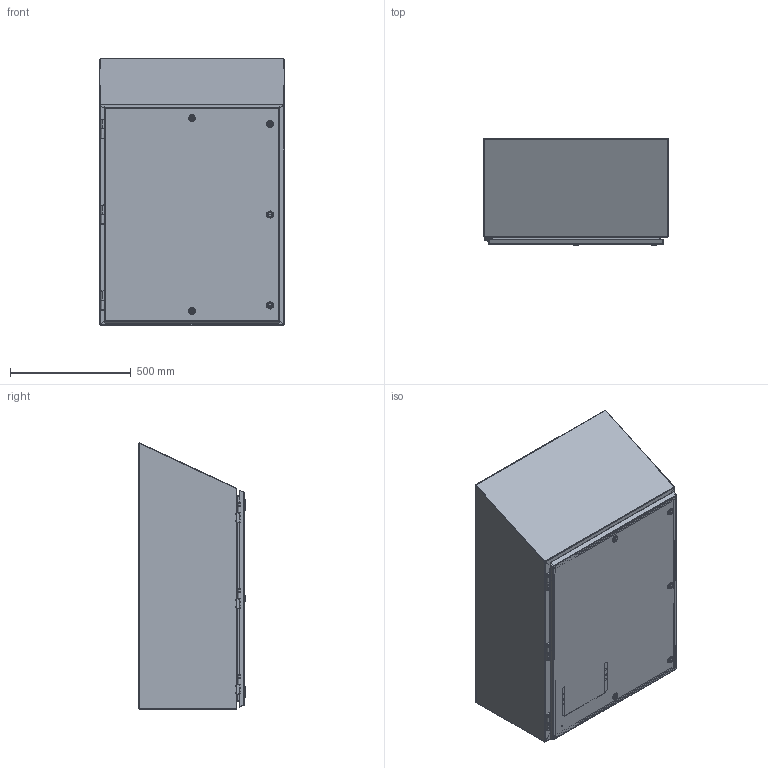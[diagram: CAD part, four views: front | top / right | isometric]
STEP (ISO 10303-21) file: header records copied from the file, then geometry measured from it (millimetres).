
FILE_DESCRIPTION (( 'STEP AP214' ), '1' );
FILE_NAME ('HWST363016S16.STEP', '2020-11-23T22:37:06', ( '' ), ( '' ), 'SwSTEP 2.0', 'SolidWorks 2019', '' );
FILE_SCHEMA (( 'AUTOMOTIVE_DESIGN' ));
Length unit declared in the file: inch
Products named in the file (1): HWST363016S16
Bounding box: 762 x 441.2 x 1102.6 mm (x, y, z)
Volume: 6260702.3 mm3; surface area: 6748079.6 mm2
Topology: 71 solids, 72 shells, 1628 faces, 3806 edges, 2390 vertices
Faces by surface type: plane 1014, cylinder 428, bspline 131, cone 55
Full cylindrical faces by diameter (mm): 3.307 x2, 4.166 x2, 4.917 x12, 5 x5, 5.74 x12, 6 x11, 6.096 x12, 6.1 x6, 6.35 x4, 6.985 x6, 7.938 x2, 8.433 x6, 9.347 x2, 9.525 x6, 9.83 x10, 12.7 x14, 13.335 x5, 15.875 x11, 16.002 x5, 16.51 x6, 19.5 x5, 19.939 x5, 27.94 x5, 88.9 x1
Entity records: 72875 total; most frequent: CARTESIAN_POINT 15571, ORIENTED_EDGE 7026, DIRECTION 6918, EDGE_CURVE 3513, AXIS2_PLACEMENT_3D 2357, VERTEX_POINT 2323, LINE 2204, VECTOR 2204
